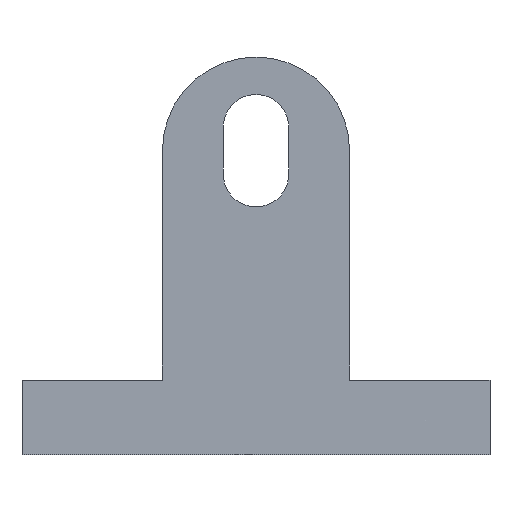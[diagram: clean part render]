
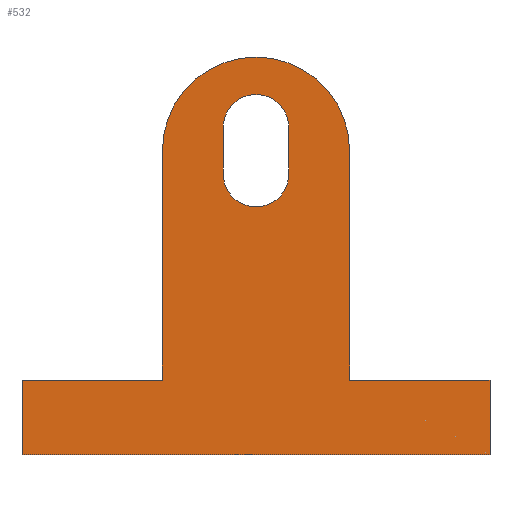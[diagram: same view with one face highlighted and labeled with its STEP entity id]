
A CAD part, front view. The second image highlights one B-rep face of the part: STEP entity #532.
In plain terms, the highlighted planar face has unit normal (0, -1, 0).
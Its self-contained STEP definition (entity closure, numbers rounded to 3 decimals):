
#16=FACE_BOUND('',#96,.T.);
#27=CIRCLE('',#575,3.5);
#33=CIRCLE('',#585,10.);
#34=CIRCLE('',#586,3.5);
#68=FACE_OUTER_BOUND('',#95,.T.);
#95=EDGE_LOOP('',(#393,#394,#395,#396,#397,#398,#399,#400));
#96=EDGE_LOOP('',(#401,#402,#403,#404));
#125=LINE('',#779,#177);
#133=LINE('',#797,#185);
#148=LINE('',#839,#200);
#149=LINE('',#843,#201);
#150=LINE('',#845,#202);
#151=LINE('',#847,#203);
#152=LINE('',#849,#204);
#153=LINE('',#851,#205);
#154=LINE('',#852,#206);
#177=VECTOR('',#625,10.);
#185=VECTOR('',#637,10.);
#200=VECTOR('',#674,10.);
#201=VECTOR('',#677,10.);
#202=VECTOR('',#678,10.);
#203=VECTOR('',#679,10.);
#204=VECTOR('',#680,10.);
#205=VECTOR('',#681,10.);
#206=VECTOR('',#682,10.);
#229=VERTEX_POINT('',#777);
#230=VERTEX_POINT('',#778);
#237=VERTEX_POINT('',#795);
#238=VERTEX_POINT('',#796);
#253=VERTEX_POINT('',#837);
#254=VERTEX_POINT('',#838);
#255=VERTEX_POINT('',#840);
#256=VERTEX_POINT('',#842);
#257=VERTEX_POINT('',#844);
#258=VERTEX_POINT('',#846);
#259=VERTEX_POINT('',#848);
#260=VERTEX_POINT('',#850);
#281=EDGE_CURVE('',#229,#230,#125,.T.);
#289=EDGE_CURVE('',#237,#238,#133,.T.);
#293=EDGE_CURVE('',#230,#237,#27,.T.);
#310=EDGE_CURVE('',#253,#254,#148,.T.);
#311=EDGE_CURVE('',#255,#253,#33,.T.);
#312=EDGE_CURVE('',#256,#255,#149,.T.);
#313=EDGE_CURVE('',#257,#256,#150,.T.);
#314=EDGE_CURVE('',#258,#257,#151,.T.);
#315=EDGE_CURVE('',#259,#258,#152,.T.);
#316=EDGE_CURVE('',#259,#260,#153,.T.);
#317=EDGE_CURVE('',#254,#260,#154,.T.);
#318=EDGE_CURVE('',#238,#229,#34,.T.);
#393=ORIENTED_EDGE('',*,*,#310,.F.);
#394=ORIENTED_EDGE('',*,*,#311,.F.);
#395=ORIENTED_EDGE('',*,*,#312,.F.);
#396=ORIENTED_EDGE('',*,*,#313,.F.);
#397=ORIENTED_EDGE('',*,*,#314,.F.);
#398=ORIENTED_EDGE('',*,*,#315,.F.);
#399=ORIENTED_EDGE('',*,*,#316,.T.);
#400=ORIENTED_EDGE('',*,*,#317,.F.);
#401=ORIENTED_EDGE('',*,*,#281,.T.);
#402=ORIENTED_EDGE('',*,*,#293,.T.);
#403=ORIENTED_EDGE('',*,*,#289,.T.);
#404=ORIENTED_EDGE('',*,*,#318,.T.);
#514=PLANE('',#584);
#532=ADVANCED_FACE('',(#68,#16),#514,.T.);
#575=AXIS2_PLACEMENT_3D('',#804,#643,#644);
#584=AXIS2_PLACEMENT_3D('',#836,#672,#673);
#585=AXIS2_PLACEMENT_3D('',#841,#675,#676);
#586=AXIS2_PLACEMENT_3D('',#853,#683,#684);
#625=DIRECTION('',(0.,0.,1.));
#637=DIRECTION('',(0.,0.,-1.));
#643=DIRECTION('center_axis',(0.,1.,0.));
#644=DIRECTION('ref_axis',(1.,0.,0.));
#672=DIRECTION('center_axis',(0.,-1.,0.));
#673=DIRECTION('ref_axis',(0.,0.,-1.));
#674=DIRECTION('',(0.,0.,-1.));
#675=DIRECTION('center_axis',(0.,1.,0.));
#676=DIRECTION('ref_axis',(0.707,0.,0.707));
#677=DIRECTION('',(0.,0.,1.));
#678=DIRECTION('',(1.,0.,0.));
#679=DIRECTION('',(0.,0.,1.));
#680=DIRECTION('',(-1.,0.,0.));
#681=DIRECTION('',(0.,0.,1.));
#682=DIRECTION('',(1.,0.,0.));
#683=DIRECTION('center_axis',(0.,1.,0.));
#684=DIRECTION('ref_axis',(1.,0.,0.));
#777=CARTESIAN_POINT('',(-3.5,-16.,30.));
#778=CARTESIAN_POINT('',(-3.5,-16.,35.));
#779=CARTESIAN_POINT('',(-3.5,-16.,38.75));
#795=CARTESIAN_POINT('',(3.5,-16.,35.));
#796=CARTESIAN_POINT('',(3.5,-16.,30.));
#797=CARTESIAN_POINT('',(3.5,-16.,36.25));
#804=CARTESIAN_POINT('Origin',(0.,-16.,35.));
#836=CARTESIAN_POINT('Origin',(0.,-16.,42.5));
#837=CARTESIAN_POINT('',(10.,-16.,32.5));
#838=CARTESIAN_POINT('',(10.,-16.,8.));
#839=CARTESIAN_POINT('',(10.,-16.,42.5));
#840=CARTESIAN_POINT('',(-10.,-16.,32.5));
#841=CARTESIAN_POINT('Origin',(0.,-16.,32.5));
#842=CARTESIAN_POINT('',(-10.,-16.,8.));
#843=CARTESIAN_POINT('',(-10.,-16.,42.5));
#844=CARTESIAN_POINT('',(-25.,-16.,8.));
#845=CARTESIAN_POINT('',(25.,-16.,8.));
#846=CARTESIAN_POINT('',(-25.,-16.,0.));
#847=CARTESIAN_POINT('',(-25.,-16.,0.));
#848=CARTESIAN_POINT('',(25.,-16.,0.));
#849=CARTESIAN_POINT('',(0.,-16.,0.));
#850=CARTESIAN_POINT('',(25.,-16.,8.));
#851=CARTESIAN_POINT('',(25.,-16.,0.));
#852=CARTESIAN_POINT('',(25.,-16.,8.));
#853=CARTESIAN_POINT('Origin',(0.,-16.,30.));
